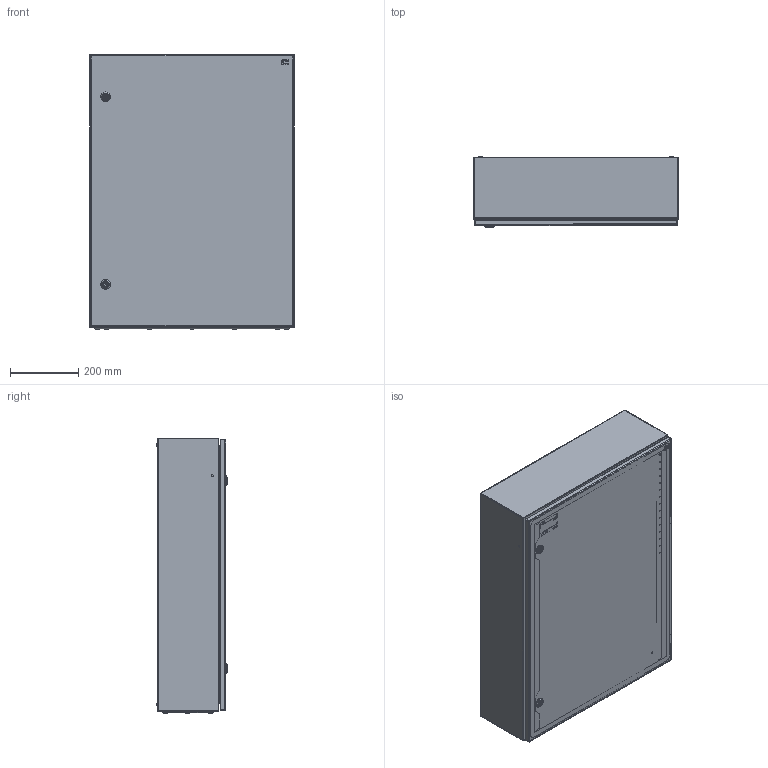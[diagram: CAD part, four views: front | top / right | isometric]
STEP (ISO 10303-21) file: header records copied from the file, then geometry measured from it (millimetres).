
FILE_DESCRIPTION((''),'2;1');
FILE_NAME('GT_80_60_20_ASM','2021-11-04T',('marketing.praksa'),('Audax d.o.o.'),'CREO PARAMETRIC BY PTC INC, 2017480','CREO PARAMETRIC BY PTC INC, 2017480','');
FILE_SCHEMA(('AUTOMOTIVE_DESIGN { 1 0 10303 214 1 1 1 1 }'));
Products named in the file (51): SCREWS_80-60-20_1_1_1; SCREWS_80-60-20_1_2_1; SCREWS_80-60-20_1_3_1; SCREWS_80-60-20_1_4_1; SCREWS_80-60-20_1_5_1; SCREWS_80-60-20_1_6_1; SCREWS_80-60-20_1_7_1; SCREWS_80-60-20_1_8_1; SCREWS_80-60-20_1_9_1; SCREWS_80-60-20_1_10_1; SCREWS_80-60-20_1_11_1; SCREWS_80-60-20_1_12_1; ASM0095_ASM_1; KOR_GT_80-60-20_1_1; PRZEPUST_1_2_3_4_5_6_7_1_1; ZAWIAS_1_2_3_4_5_6_7_1_1; TULEJA_1_2_3_4_5_6_7_1_1; PLYTA_1_2_3_4_5_6_7_1_1; NAKRETKA_M8_1_2_3_4_5_6_7_1_1; ZASLEPKA_10_7_1_2_3_4_5_6_7_1_2; PRT0061_1_1_1; PRT0062_1_1_1; DRZWI_1_2_3_4_5_6_7_8_9_10____1; 1_EB_1000-U6_H__KORPUS-47599__5; 1_EB_1000-U6_H__WK_ADKA-47600_6; 1_EB_1000-U6_H__SRUBA-47601_1_5; DRZWI_1_2_3_4_5_6_7_8_9_10____2; 1_EB_1000-U6_H__NAKR_TKA-4760_9; DRZWI_1_2_3_4_5_6_7_8_9_10____3; 1_EB_1000-U6_H__KORPUS-47605__5; 1_EB_1000-U6_H__WK_ADKA-47606_6; 1_EB_1000-U6_H__SRUBA-47607_1_5; DRZWI_1_2_3_4_5_6_7_8_9_10____4; 1_EB_1000-U6_H__NAKR_TKA-476_10; DRZWI_1_2_3_4_5_6_7_8_9_10____5; DRZWI_1_2_3_4_5_6_7_8_9_10____6; DRZWI_1_2_3_4_5_6_7_8_9_10_1_13; ZAWIAS_3_ST47_002_ELEMENT-47__2; ZAWIAS_3_ST47_002_ELEMENT-47__3; DRZWI_1_2_3_4_5_6_7_8_9_10_1_15 ...
Assembly tree (61 placements, depth 2):
  GT_80_60_20_ASM
    SCREWS_80-60-20_1_1_1
    SCREWS_80-60-20_1_2_1
    SCREWS_80-60-20_1_3_1
    SCREWS_80-60-20_1_4_1
    SCREWS_80-60-20_1_5_1
    SCREWS_80-60-20_1_6_1
    SCREWS_80-60-20_1_7_1
    SCREWS_80-60-20_1_8_1
    SCREWS_80-60-20_1_9_1
    SCREWS_80-60-20_1_10_1
    SCREWS_80-60-20_1_11_1
    SCREWS_80-60-20_1_12_1
    ASM0095_ASM_1
    KOR_GT_80-60-20_1_1
    PRZEPUST_1_2_3_4_5_6_7_1_1
    ZAWIAS_1_2_3_4_5_6_7_1_1  x3
    TULEJA_1_2_3_4_5_6_7_1_1  x4
    PLYTA_1_2_3_4_5_6_7_1_1
    NAKRETKA_M8_1_2_3_4_5_6_7_1_1  x4
    ZASLEPKA_10_7_1_2_3_4_5_6_7_1_2  x4
    PRT0061_1_1_1
    PRT0062_1_1_1
    DRZWI_1_2_3_4_5_6_7_8_9_10____1
    1_EB_1000-U6_H__KORPUS-47599__5
    1_EB_1000-U6_H__WK_ADKA-47600_6
    1_EB_1000-U6_H__SRUBA-47601_1_5
    DRZWI_1_2_3_4_5_6_7_8_9_10____2
    1_EB_1000-U6_H__NAKR_TKA-4760_9
    DRZWI_1_2_3_4_5_6_7_8_9_10____3
    1_EB_1000-U6_H__KORPUS-47605__5
    1_EB_1000-U6_H__WK_ADKA-47606_6
    1_EB_1000-U6_H__SRUBA-47607_1_5
    DRZWI_1_2_3_4_5_6_7_8_9_10____4
    1_EB_1000-U6_H__NAKR_TKA-476_10
    DRZWI_1_2_3_4_5_6_7_8_9_10____5
    DRZWI_1_2_3_4_5_6_7_8_9_10____6
    DRZWI_1_2_3_4_5_6_7_8_9_10_1_13
    ZAWIAS_3_ST47_002_ELEMENT-47__2
    ZAWIAS_3_ST47_002_ELEMENT-47__3
    DRZWI_1_2_3_4_5_6_7_8_9_10_1_15
    ZAWIAS_3_ST47_002_ELEMENT-47__4
    DRZWI_1_2_3_4_5_6_7_8_9_10____7
    DRZWI_1_2_3_4_5_6_7_8_9_10____8
    ANSI_B27_7M_3CMI-4-47613_1_1__1
    ANSI_B27_7M_3CMI-4-47614_1_1__1
    DRZWI_1_2_3_4_5_6_7_8_9_10_30_8
    ANSI_B27_7M_3CMI-4-47618_1_1__1
    ETI_LOGO_1_1_1_1_1_2_3_4_5_6_11
    ETI_LOGO_2_1_1_1_1_2_3_4_5_6_11
    ETI_LOGO_3_1_1_1_1_2_3_4_5_6_11
Bounding box: 600 x 206.24 x 807.94 mm (x, y, z)
Volume: 3459430.4 mm3; surface area: 4425883 mm2
Topology: 60 solids, 60 shells, 3199 faces, 8829 edges, 5877 vertices
Faces by surface type: plane 1388, cylinder 1203, torus 176, cone 142, extrusion 136, bspline 98, sphere 56
Entity records: 117817 total; most frequent: CARTESIAN_POINT 22825, DIRECTION 14292, ORIENTED_EDGE 13956, PRESENTATION_STYLE_ASSIGNMENT 7456, STYLED_ITEM 7456, CURVE_STYLE 6978, EDGE_CURVE 6978, AXIS2_PLACEMENT_3D 5349
